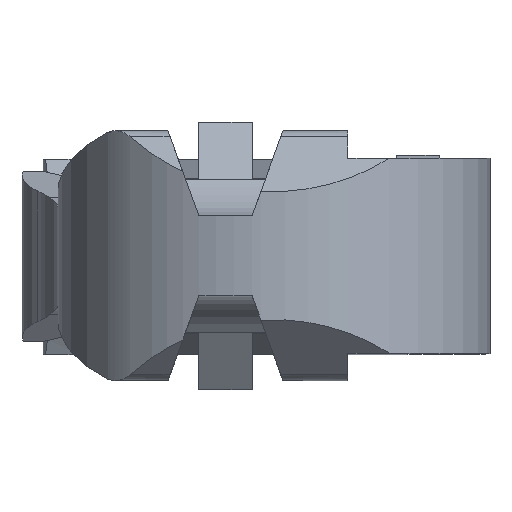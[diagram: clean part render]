
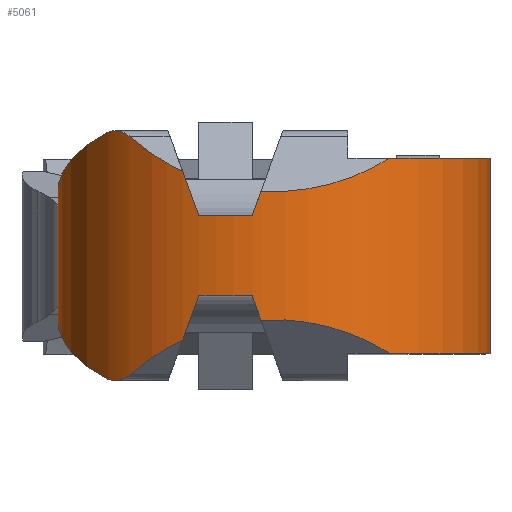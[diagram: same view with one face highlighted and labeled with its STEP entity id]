
A CAD part, top view. The second image highlights one B-rep face of the part: STEP entity #5061.
In plain terms, the highlighted cylindrical face has radius 50.95 mm (diameter 101.9 mm), a partial arc.
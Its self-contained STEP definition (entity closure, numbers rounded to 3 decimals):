
#77=DIRECTION('',(0.,-1.,0.));
#78=VECTOR('',#77,46.);
#79=CARTESIAN_POINT('',(62.4,23.,143.15));
#80=LINE('',#79,#78);
#81=CARTESIAN_POINT('',(8.389,-15.214,194.008));
#82=CARTESIAN_POINT('',(11.301,-15.039,194.183));
#83=CARTESIAN_POINT('',(16.885,-15.197,194.025));
#84=CARTESIAN_POINT('',(27.278,-17.157,192.065));
#85=CARTESIAN_POINT('',(34.308,-20.246,188.976));
#86=CARTESIAN_POINT('',(38.666,-23.,186.222));
#88=CARTESIAN_POINT('',(-22.449,-28.036,181.186));
#89=CARTESIAN_POINT('',(-18.907,-24.879,184.343));
#90=CARTESIAN_POINT('',(-14.851,-22.12,187.101));
#91=CARTESIAN_POINT('',(-10.095,-19.901,189.321));
#93=CARTESIAN_POINT('',(-22.449,-28.036,181.186));
#94=CARTESIAN_POINT('',(-22.658,-28.221,181.));
#95=CARTESIAN_POINT('',(-23.086,-28.552,180.612));
#96=CARTESIAN_POINT('',(-23.76,-28.944,179.98));
#97=CARTESIAN_POINT('',(-24.443,-29.233,179.315));
#98=CARTESIAN_POINT('',(-25.131,-29.423,178.619));
#99=CARTESIAN_POINT('',(-25.813,-29.511,177.902));
#100=CARTESIAN_POINT('',(-26.483,-29.495,177.17));
#101=CARTESIAN_POINT('',(-27.135,-29.368,176.428));
#102=CARTESIAN_POINT('',(-27.548,-29.206,175.94));
#103=CARTESIAN_POINT('',(-27.749,-29.103,175.697));
#105=DIRECTION('',(0.,1.,0.));
#106=VECTOR('',#105,30.574);
#107=CARTESIAN_POINT('',(-39.5,-15.287,143.15));
#108=LINE('',#107,#106);
#109=CARTESIAN_POINT('',(-22.449,28.036,181.186));
#110=CARTESIAN_POINT('',(-22.658,28.221,181.));
#111=CARTESIAN_POINT('',(-23.086,28.552,180.612));
#112=CARTESIAN_POINT('',(-23.76,28.944,179.98));
#113=CARTESIAN_POINT('',(-24.443,29.233,179.315));
#114=CARTESIAN_POINT('',(-25.131,29.423,178.619));
#115=CARTESIAN_POINT('',(-25.813,29.511,177.902));
#116=CARTESIAN_POINT('',(-26.483,29.495,177.17));
#117=CARTESIAN_POINT('',(-27.135,29.368,176.428));
#118=CARTESIAN_POINT('',(-27.548,29.206,175.94));
#119=CARTESIAN_POINT('',(-27.749,29.103,175.697));
#121=CARTESIAN_POINT('',(-22.449,28.036,181.186));
#122=CARTESIAN_POINT('',(-18.907,24.879,184.343));
#123=CARTESIAN_POINT('',(-14.851,22.12,187.101));
#124=CARTESIAN_POINT('',(-10.095,19.901,189.321));
#126=CARTESIAN_POINT('',(8.389,15.214,194.008));
#127=CARTESIAN_POINT('',(11.301,15.039,194.183));
#128=CARTESIAN_POINT('',(16.885,15.197,194.025));
#129=CARTESIAN_POINT('',(27.278,17.157,192.065));
#130=CARTESIAN_POINT('',(34.308,20.246,188.976));
#131=CARTESIAN_POINT('',(38.666,23.,186.222));
#335=CARTESIAN_POINT('',(11.45,23.,143.15));
#336=DIRECTION('',(0.,-1.,0.));
#337=DIRECTION('',(1.,0.,0.));
#338=AXIS2_PLACEMENT_3D('',#335,#336,#337);
#1439=CARTESIAN_POINT('',(11.45,-23.,143.15));
#1440=DIRECTION('',(0.,-1.,0.));
#1441=DIRECTION('',(1.,0.,0.));
#1442=AXIS2_PLACEMENT_3D('',#1439,#1440,#1441);
#1849=CARTESIAN_POINT('',(-27.749,-29.103,
175.697));
#1850=CARTESIAN_POINT('',(-29.74,-28.085,
173.3));
#1851=CARTESIAN_POINT('',(-33.138,-25.973,
168.324));
#1852=CARTESIAN_POINT('',(-36.75,-22.608,
160.397));
#1853=CARTESIAN_POINT('',(-38.969,-19.059,
152.036));
#1854=CARTESIAN_POINT('',(-39.5,-16.568,146.167));
#1855=CARTESIAN_POINT('',(-39.5,-15.287,143.15));
#1916=CARTESIAN_POINT('',(-10.095,-19.901,
189.321));
#1917=CARTESIAN_POINT('',(-8.826,-16.416,
189.913));
#1918=CARTESIAN_POINT('',(-7.554,-12.922,
190.442));
#1919=CARTESIAN_POINT('',(-6.28,-9.42,190.916));
#1953=CARTESIAN_POINT('',(8.389,-15.214,194.008));
#1954=CARTESIAN_POINT('',(7.686,-13.282,193.966));
#1955=CARTESIAN_POINT('',(6.983,-11.351,193.909));
#1956=CARTESIAN_POINT('',(6.28,-9.42,193.837));
#2022=CARTESIAN_POINT('',(11.45,-9.42,143.15));
#2023=DIRECTION('',(0.,-1.,0.));
#2024=DIRECTION('',(-0.101,0.,0.995));
#2025=AXIS2_PLACEMENT_3D('',#2022,#2023,#2024);
#2135=CARTESIAN_POINT('',(-27.749,29.103,175.697));
#2136=CARTESIAN_POINT('',(-29.74,28.085,173.3));
#2137=CARTESIAN_POINT('',(-33.138,25.973,168.324));
#2138=CARTESIAN_POINT('',(-36.75,22.608,160.397));
#2139=CARTESIAN_POINT('',(-38.969,19.059,152.036));
#2140=CARTESIAN_POINT('',(-39.5,16.568,146.167));
#2141=CARTESIAN_POINT('',(-39.5,15.287,143.15));
#2239=CARTESIAN_POINT('',(-10.095,19.901,189.321));
#2240=CARTESIAN_POINT('',(-8.826,16.416,189.913));
#2241=CARTESIAN_POINT('',(-7.554,12.922,190.442));
#2242=CARTESIAN_POINT('',(-6.28,9.42,190.916));
#2304=CARTESIAN_POINT('',(8.389,15.214,194.008));
#2305=CARTESIAN_POINT('',(7.686,13.282,193.966));
#2306=CARTESIAN_POINT('',(6.983,11.351,193.909));
#2307=CARTESIAN_POINT('',(6.28,9.42,193.837));
#2338=CARTESIAN_POINT('',(11.45,9.42,143.15));
#2339=DIRECTION('',(0.,-1.,0.));
#2340=DIRECTION('',(-0.101,0.,0.995));
#2341=AXIS2_PLACEMENT_3D('',#2338,#2339,#2340);
#3913=CARTESIAN_POINT('',(62.4,23.,143.15));
#3914=VERTEX_POINT('',#3913);
#3916=CARTESIAN_POINT('',(38.666,23.,186.222));
#3918=VERTEX_POINT('',#3916);
#3923=VERTEX_POINT('',#109);
#3924=VERTEX_POINT('',#119);
#3925=VERTEX_POINT('',#2141);
#3958=CARTESIAN_POINT('',(6.28,9.42,193.837));
#3959=CARTESIAN_POINT('',(-6.28,9.42,190.916));
#3960=VERTEX_POINT('',#3958);
#3961=VERTEX_POINT('',#3959);
#3962=VERTEX_POINT('',#2239);
#3963=VERTEX_POINT('',#2304);
#4028=CARTESIAN_POINT('',(62.4,-23.,143.15));
#4029=VERTEX_POINT('',#4028);
#4031=CARTESIAN_POINT('',(38.666,-23.,186.222));
#4033=VERTEX_POINT('',#4031);
#4038=VERTEX_POINT('',#93);
#4039=VERTEX_POINT('',#103);
#4040=VERTEX_POINT('',#1855);
#4073=CARTESIAN_POINT('',(6.28,-9.42,193.837));
#4074=CARTESIAN_POINT('',(-6.28,-9.42,190.916));
#4075=VERTEX_POINT('',#4073);
#4076=VERTEX_POINT('',#4074);
#4077=VERTEX_POINT('',#1916);
#4078=VERTEX_POINT('',#1953);
#5019=CARTESIAN_POINT('',(11.45,0.,143.15));
#5020=DIRECTION('',(0.,-1.,0.));
#5021=DIRECTION('',(-1.,0.,0.));
#5022=AXIS2_PLACEMENT_3D('',#5019,#5020,#5021);
#5023=CYLINDRICAL_SURFACE('',#5022,50.95);
#5025=ORIENTED_EDGE('',*,*,#5024,.T.);
#5027=ORIENTED_EDGE('',*,*,#5026,.T.);
#5029=ORIENTED_EDGE('',*,*,#5028,.F.);
#5031=ORIENTED_EDGE('',*,*,#5030,.T.);
#5033=ORIENTED_EDGE('',*,*,#5032,.T.);
#5035=ORIENTED_EDGE('',*,*,#5034,.F.);
#5037=ORIENTED_EDGE('',*,*,#5036,.F.);
#5039=ORIENTED_EDGE('',*,*,#5038,.T.);
#5041=ORIENTED_EDGE('',*,*,#5040,.T.);
#5042=ORIENTED_EDGE('',*,*,#5001,.T.);
#5044=ORIENTED_EDGE('',*,*,#5043,.F.);
#5046=ORIENTED_EDGE('',*,*,#5045,.F.);
#5048=ORIENTED_EDGE('',*,*,#5047,.T.);
#5050=ORIENTED_EDGE('',*,*,#5049,.T.);
#5052=ORIENTED_EDGE('',*,*,#5051,.F.);
#5054=ORIENTED_EDGE('',*,*,#5053,.F.);
#5056=ORIENTED_EDGE('',*,*,#5055,.T.);
#5058=ORIENTED_EDGE('',*,*,#5057,.F.);
#5059=EDGE_LOOP('',(#5025,#5027,#5029,#5031,#5033,#5035,#5037,#5039,#5041,#5042,
#5044,#5046,#5048,#5050,#5052,#5054,#5056,#5058));
#5060=FACE_OUTER_BOUND('',#5059,.F.);
#5061=ADVANCED_FACE('',(#5060),#5023,.T.);
#87=B_SPLINE_CURVE_WITH_KNOTS('',3,(#81,#82,#83,#84,#85,#86),.UNSPECIFIED.,.F.,
.F.,(4,1,1,4),(0.,0.25,0.5,1.),.UNSPECIFIED.);
#92=B_SPLINE_CURVE_WITH_KNOTS('',3,(#88,#89,#90,#91),.UNSPECIFIED.,.F.,.F.,(4,
4),(0.,1.),.UNSPECIFIED.);
#104=B_SPLINE_CURVE_WITH_KNOTS('',3,(#93,#94,#95,#96,#97,#98,#99,#100,#101,#102,
#103),.UNSPECIFIED.,.F.,.F.,(4,1,1,1,1,1,1,1,4),(0.,0.125,0.25,0.375,
0.5,0.625,0.75,0.875,1.),.UNSPECIFIED.);
#120=B_SPLINE_CURVE_WITH_KNOTS('',3,(#109,#110,#111,#112,#113,#114,#115,#116,
#117,#118,#119),.UNSPECIFIED.,.F.,.F.,(4,1,1,1,1,1,1,1,4),(0.,0.125,0.25,
0.375,0.5,0.625,0.75,0.875,1.),.UNSPECIFIED.);
#125=B_SPLINE_CURVE_WITH_KNOTS('',3,(#121,#122,#123,#124),.UNSPECIFIED.,.F.,.F.,
(4,4),(0.,1.),.UNSPECIFIED.);
#132=B_SPLINE_CURVE_WITH_KNOTS('',3,(#126,#127,#128,#129,#130,#131),
.UNSPECIFIED.,.F.,.F.,(4,1,1,4),(0.,0.25,0.5,1.),.UNSPECIFIED.);
#339=CIRCLE('',#338,50.95);
#1443=CIRCLE('',#1442,50.95);
#1856=B_SPLINE_CURVE_WITH_KNOTS('',3,(#1849,#1850,#1851,#1852,#1853,#1854,
#1855),.UNSPECIFIED.,.F.,.F.,(4,1,1,1,4),(0.,0.25,0.5,0.75,1.),
.UNSPECIFIED.);
#1920=B_SPLINE_CURVE_WITH_KNOTS('',3,(#1916,#1917,#1918,#1919),.UNSPECIFIED.,
.F.,.F.,(4,4),(0.,1.),.UNSPECIFIED.);
#1957=B_SPLINE_CURVE_WITH_KNOTS('',3,(#1953,#1954,#1955,#1956),.UNSPECIFIED.,
.F.,.F.,(4,4),(0.,1.),.UNSPECIFIED.);
#2026=CIRCLE('',#2025,50.95);
#2142=B_SPLINE_CURVE_WITH_KNOTS('',3,(#2135,#2136,#2137,#2138,#2139,#2140,
#2141),.UNSPECIFIED.,.F.,.F.,(4,1,1,1,4),(0.,0.25,0.5,0.75,1.),
.UNSPECIFIED.);
#2243=B_SPLINE_CURVE_WITH_KNOTS('',3,(#2239,#2240,#2241,#2242),.UNSPECIFIED.,
.F.,.F.,(4,4),(0.,1.),.UNSPECIFIED.);
#2308=B_SPLINE_CURVE_WITH_KNOTS('',3,(#2304,#2305,#2306,#2307),.UNSPECIFIED.,
.F.,.F.,(4,4),(0.,1.),.UNSPECIFIED.);
#2342=CIRCLE('',#2341,50.95);
#5001=EDGE_CURVE('',#4040,#3925,#108,.T.);
#5024=EDGE_CURVE('',#3914,#4029,#80,.T.);
#5026=EDGE_CURVE('',#4029,#4033,#1443,.T.);
#5028=EDGE_CURVE('',#4078,#4033,#87,.T.);
#5030=EDGE_CURVE('',#4078,#4075,#1957,.T.);
#5032=EDGE_CURVE('',#4075,#4076,#2026,.T.);
#5034=EDGE_CURVE('',#4077,#4076,#1920,.T.);
#5036=EDGE_CURVE('',#4038,#4077,#92,.T.);
#5038=EDGE_CURVE('',#4038,#4039,#104,.T.);
#5040=EDGE_CURVE('',#4039,#4040,#1856,.T.);
#5043=EDGE_CURVE('',#3924,#3925,#2142,.T.);
#5045=EDGE_CURVE('',#3923,#3924,#120,.T.);
#5047=EDGE_CURVE('',#3923,#3962,#125,.T.);
#5049=EDGE_CURVE('',#3962,#3961,#2243,.T.);
#5051=EDGE_CURVE('',#3960,#3961,#2342,.T.);
#5053=EDGE_CURVE('',#3963,#3960,#2308,.T.);
#5055=EDGE_CURVE('',#3963,#3918,#132,.T.);
#5057=EDGE_CURVE('',#3914,#3918,#339,.T.);
